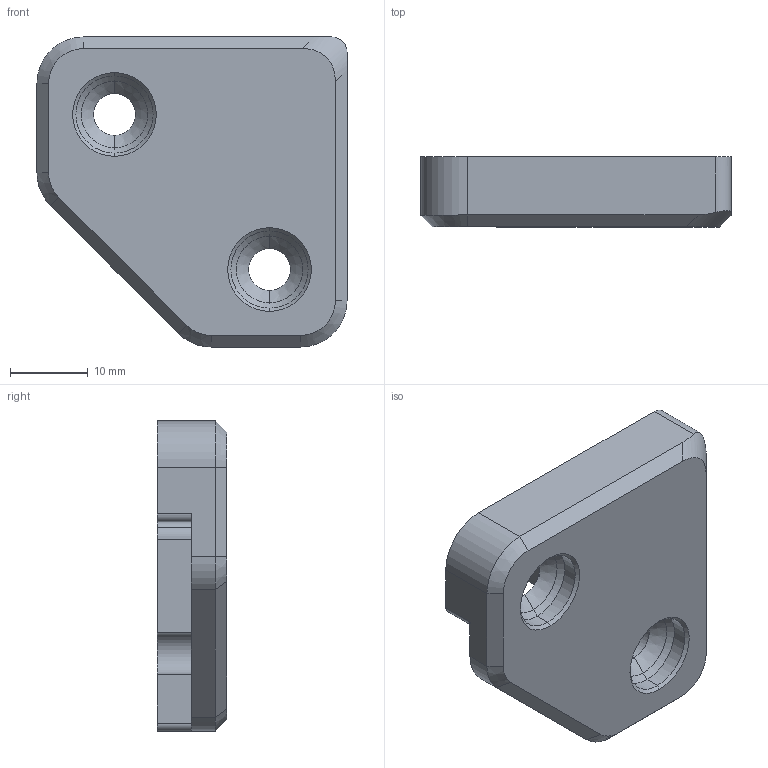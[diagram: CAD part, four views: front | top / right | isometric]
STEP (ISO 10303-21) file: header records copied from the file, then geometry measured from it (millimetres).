
FILE_DESCRIPTION (( 'STEP AP214' ), '1' );
FILE_NAME ('corner-panel_clip_3_32_foam.STEP', '2019-11-21T18:23:17', ( '' ), ( '' ), 'SwSTEP 2.0', 'SolidWorks 2019', '' );
FILE_SCHEMA (( 'AUTOMOTIVE_DESIGN' ));
Length unit declared in the file: millimetre
Products named in the file (1): corner-panel_clip_3_32_foam
Bounding box: 40 x 9 x 40 mm (x, y, z)
Volume: 9113.3 mm3; surface area: 4133.9 mm2
Topology: 1 solids, 1 shells, 56 faces, 141 edges, 85 vertices
Faces by surface type: plane 21, cylinder 19, cone 16
Entity records: 1714 total; most frequent: CARTESIAN_POINT 307, DIRECTION 301, ORIENTED_EDGE 282, EDGE_CURVE 141, AXIS2_PLACEMENT_3D 107, VECTOR 87, LINE 87, VERTEX_POINT 85
